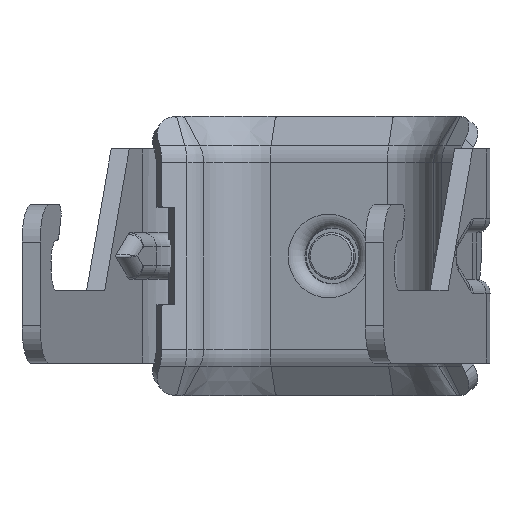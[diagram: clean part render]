
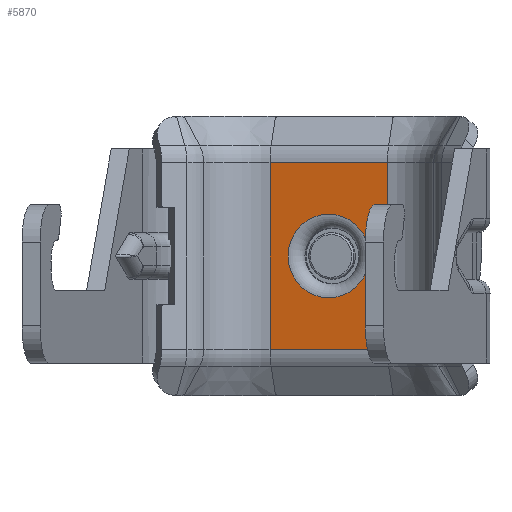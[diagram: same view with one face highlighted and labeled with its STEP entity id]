
A CAD part, left-side view. The second image highlights one B-rep face of the part: STEP entity #5870.
In plain terms, the highlighted face is planar.
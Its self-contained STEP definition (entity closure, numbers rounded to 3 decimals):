
#290=FACE_BOUND('',#887,.T.);
#353=PLANE('',#6361);
#506=FACE_OUTER_BOUND('',#886,.T.);
#886=EDGE_LOOP('',(#4041,#4042,#4043,#4044));
#887=EDGE_LOOP('',(#4045));
#1309=LINE('',#8952,#1736);
#1310=LINE('',#8954,#1737);
#1311=LINE('',#8956,#1738);
#1312=LINE('',#8957,#1739);
#1736=VECTOR('',#7154,10.);
#1737=VECTOR('',#7155,10.);
#1738=VECTOR('',#7156,10.);
#1739=VECTOR('',#7157,10.);
#2131=CIRCLE('',#6354,4.5);
#2508=VERTEX_POINT('',#8936);
#2513=VERTEX_POINT('',#8950);
#2514=VERTEX_POINT('',#8951);
#2515=VERTEX_POINT('',#8953);
#2516=VERTEX_POINT('',#8955);
#3074=EDGE_CURVE('',#2508,#2508,#2131,.T.);
#3081=EDGE_CURVE('',#2513,#2514,#1309,.T.);
#3082=EDGE_CURVE('',#2514,#2515,#1310,.T.);
#3083=EDGE_CURVE('',#2516,#2515,#1311,.T.);
#3084=EDGE_CURVE('',#2513,#2516,#1312,.T.);
#4041=ORIENTED_EDGE('',*,*,#3081,.T.);
#4042=ORIENTED_EDGE('',*,*,#3082,.T.);
#4043=ORIENTED_EDGE('',*,*,#3083,.F.);
#4044=ORIENTED_EDGE('',*,*,#3084,.F.);
#4045=ORIENTED_EDGE('',*,*,#3074,.F.);
#5870=ADVANCED_FACE('',(#506,#290),#353,.T.);
#6354=AXIS2_PLACEMENT_3D('',#8937,#7137,#7138);
#6361=AXIS2_PLACEMENT_3D('',#8949,#7152,#7153);
#7137=DIRECTION('center_axis',(0.,-0.766,
0.643));
#7138=DIRECTION('ref_axis',(-1.,0.,0.));
#7152=DIRECTION('center_axis',(0.,-0.766,
0.643));
#7153=DIRECTION('ref_axis',(-1.,0.,0.));
#7154=DIRECTION('',(-1.,0.,0.));
#7155=DIRECTION('',(0.,-0.643,-0.766));
#7156=DIRECTION('',(-1.,0.,0.));
#7157=DIRECTION('',(0.,-0.643,-0.766));
#8936=CARTESIAN_POINT('',(-10.5,-6.591,-17.967));
#8937=CARTESIAN_POINT('Origin',(-15.,-6.591,-17.967));
#8949=CARTESIAN_POINT('Origin',(-4.975,-2.413,-12.988));
#8950=CARTESIAN_POINT('',(-4.975,-2.413,-12.988));
#8951=CARTESIAN_POINT('',(-25.025,-2.413,-12.988));
#8952=CARTESIAN_POINT('',(-25.025,-2.413,-12.988));
#8953=CARTESIAN_POINT('',(-25.025,-10.769,-22.946));
#8954=CARTESIAN_POINT('',(-25.025,-2.413,-12.988));
#8955=CARTESIAN_POINT('',(-4.975,-10.769,-22.946));
#8956=CARTESIAN_POINT('',(-25.025,-10.769,-22.946));
#8957=CARTESIAN_POINT('',(-4.975,-2.413,-12.988));
